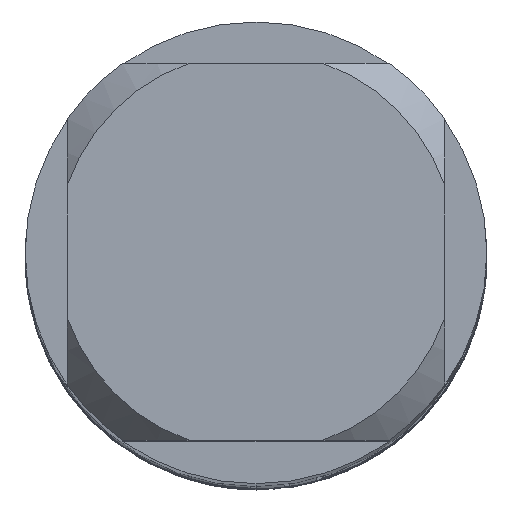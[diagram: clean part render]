
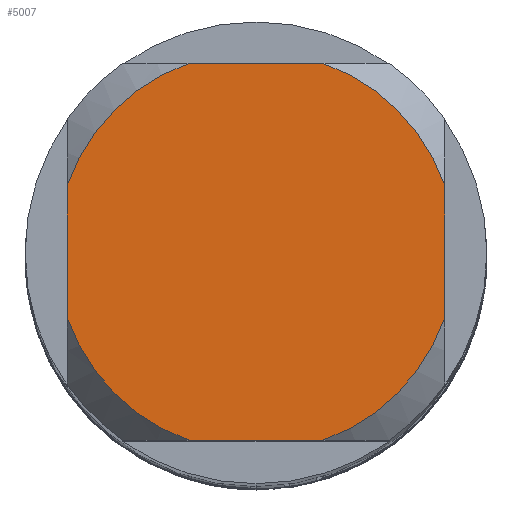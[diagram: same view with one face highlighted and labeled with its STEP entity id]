
A CAD part, top view. The second image highlights one B-rep face of the part: STEP entity #5007.
In plain terms, the highlighted planar face has unit normal (0, 0, 1).
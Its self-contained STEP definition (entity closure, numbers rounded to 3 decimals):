
#2493=EDGE_CURVE('',#6601,#6697,#7161,.T.);
#2615=VERTEX_POINT('',#7289);
#3003=EDGE_CURVE('',#2615,#5187,#7708,.T.);
#3475=EDGE_CURVE('',#2615,#4023,#8215,.T.);
#3563=EDGE_CURVE('',#4645,#6697,#8310,.T.);
#3773=EDGE_CURVE('',#6593,#4023,#8532,.T.);
#3939=EDGE_CURVE('',#6601,#6299,#8713,.T.);
#4023=VERTEX_POINT('',#8806);
#4355=EDGE_CURVE('',#6593,#6299,#9167,.T.);
#4645=VERTEX_POINT('',#9494);
#5007=ADVANCED_FACE('',(#9891),#9892,.T.);
#5187=VERTEX_POINT('',#10085);
#5673=EDGE_CURVE('',#4645,#5187,#10626,.T.);
#6299=VERTEX_POINT('',#11304);
#6593=VERTEX_POINT('',#11621);
#6601=VERTEX_POINT('',#11629);
#6697=VERTEX_POINT('',#11733);
#7161=LINE('',#12547,#12548);
#7289=CARTESIAN_POINT('',(-0.87,-2.45,0.0));
#7708=CIRCLE('',#13941,2.6);
#8215=LINE('',#15521,#15522);
#8310=CIRCLE('',#15911,2.6);
#8532=CIRCLE('',#16396,2.6);
#8713=CIRCLE('',#17050,2.6);
#8806=CARTESIAN_POINT('',(0.87,-2.45,0.0));
#9167=LINE('',#18304,#18305);
#9494=CARTESIAN_POINT('',(-2.45,0.87,0.0));
#9891=FACE_OUTER_BOUND('',#19882,.T.);
#9892=PLANE('',#19883);
#10085=CARTESIAN_POINT('',(-2.45,-0.87,0.0));
#10626=LINE('',#21690,#21691);
#11304=CARTESIAN_POINT('',(2.45,0.87,0.0));
#11621=CARTESIAN_POINT('',(2.45,-0.87,0.0));
#11629=CARTESIAN_POINT('',(0.87,2.45,0.0));
#11733=CARTESIAN_POINT('',(-0.87,2.45,0.0));
#12547=CARTESIAN_POINT('',(0.0,2.45,0.0));
#12548=VECTOR('',#25239,1.0);
#13941=AXIS2_PLACEMENT_3D('',#25740,#25741,#25742);
#15521=CARTESIAN_POINT('',(0.0,-2.45,0.0));
#15522=VECTOR('',#26173,1.0);
#15911=AXIS2_PLACEMENT_3D('',#26252,#26253,#26254);
#16396=AXIS2_PLACEMENT_3D('',#26458,#26459,#26460);
#17050=AXIS2_PLACEMENT_3D('',#26783,#26784,#26785);
#18304=CARTESIAN_POINT('',(2.45,0.65,0.0));
#18305=VECTOR('',#27397,1.0);
#19882=EDGE_LOOP('',(#28220,#28221,#28222,#28223,#28224,#28225,#28226,#28227));
#19883=AXIS2_PLACEMENT_3D('',#28228,#28229,#28230);
#21690=CARTESIAN_POINT('',(-2.45,0.65,0.0));
#21691=VECTOR('',#29208,1.0);
#25239=DIRECTION('',(-1.0,0.0,0.0));
#25740=CARTESIAN_POINT('',(0.0,0.0,0.0));
#25741=DIRECTION('',(0.0,0.0,-1.0));
#25742=DIRECTION('',(0.0,1.0,0.0));
#26173=DIRECTION('',(1.0,0.0,0.0));
#26252=CARTESIAN_POINT('',(0.0,0.0,0.0));
#26253=DIRECTION('',(0.0,0.0,-1.0));
#26254=DIRECTION('',(0.0,1.0,0.0));
#26458=CARTESIAN_POINT('',(0.0,0.0,0.0));
#26459=DIRECTION('',(0.0,0.0,-1.0));
#26460=DIRECTION('',(0.0,1.0,0.0));
#26783=CARTESIAN_POINT('',(0.0,0.0,0.0));
#26784=DIRECTION('',(0.0,0.0,-1.0));
#26785=DIRECTION('',(0.0,1.0,0.0));
#27397=DIRECTION('',(-0.0,1.0,0.0));
#28220=ORIENTED_EDGE('',*,*,#5673,.T.);
#28221=ORIENTED_EDGE('',*,*,#3003,.F.);
#28222=ORIENTED_EDGE('',*,*,#3475,.T.);
#28223=ORIENTED_EDGE('',*,*,#3773,.F.);
#28224=ORIENTED_EDGE('',*,*,#4355,.T.);
#28225=ORIENTED_EDGE('',*,*,#3939,.F.);
#28226=ORIENTED_EDGE('',*,*,#2493,.T.);
#28227=ORIENTED_EDGE('',*,*,#3563,.F.);
#28228=CARTESIAN_POINT('',(0.0,1.3,0.0));
#28229=DIRECTION('',(-0.0,0.0,1.0));
#28230=DIRECTION('',(0.0,-1.0,0.0));
#29208=DIRECTION('',(-0.0,-1.0,0.0));
